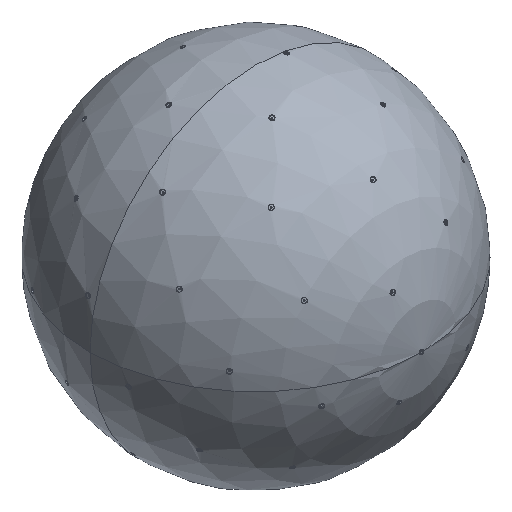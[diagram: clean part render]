
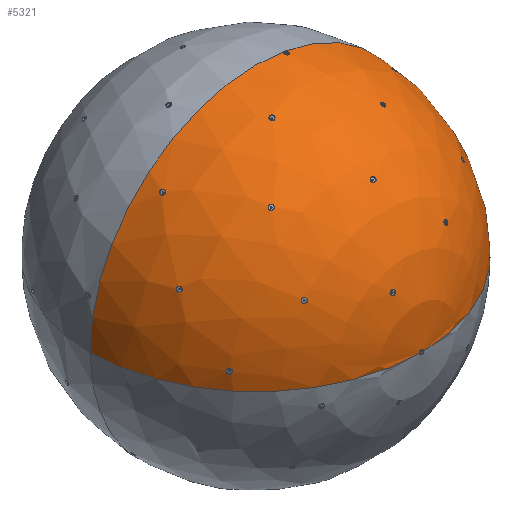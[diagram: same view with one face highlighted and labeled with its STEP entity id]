
A CAD part, isometric view. The second image highlights one B-rep face of the part: STEP entity #5321.
In plain terms, the highlighted spherical face has radius 165.1 mm.
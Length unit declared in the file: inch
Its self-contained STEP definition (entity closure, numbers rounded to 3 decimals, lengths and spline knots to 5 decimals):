
#93=SPHERICAL_SURFACE('',#5841,6.5);
#407=FACE_BOUND('',#1070,.T.);
#408=FACE_BOUND('',#1071,.T.);
#409=FACE_BOUND('',#1072,.T.);
#410=FACE_BOUND('',#1073,.T.);
#411=FACE_BOUND('',#1074,.T.);
#412=FACE_BOUND('',#1075,.T.);
#413=FACE_BOUND('',#1076,.T.);
#414=FACE_BOUND('',#1077,.T.);
#415=FACE_BOUND('',#1078,.T.);
#416=FACE_BOUND('',#1079,.T.);
#417=FACE_BOUND('',#1080,.T.);
#418=FACE_BOUND('',#1081,.T.);
#419=FACE_BOUND('',#1082,.T.);
#420=FACE_BOUND('',#1083,.T.);
#421=FACE_BOUND('',#1084,.T.);
#645=FACE_OUTER_BOUND('',#1069,.T.);
#1069=EDGE_LOOP('',(#3963,#3964,#3965,#3966));
#1070=EDGE_LOOP('',(#3967));
#1071=EDGE_LOOP('',(#3968));
#1072=EDGE_LOOP('',(#3969));
#1073=EDGE_LOOP('',(#3970));
#1074=EDGE_LOOP('',(#3971));
#1075=EDGE_LOOP('',(#3972));
#1076=EDGE_LOOP('',(#3973));
#1077=EDGE_LOOP('',(#3974));
#1078=EDGE_LOOP('',(#3975));
#1079=EDGE_LOOP('',(#3976));
#1080=EDGE_LOOP('',(#3977));
#1081=EDGE_LOOP('',(#3978));
#1082=EDGE_LOOP('',(#3979));
#1083=EDGE_LOOP('',(#3980));
#1084=EDGE_LOOP('',(#3981));
#1610=CIRCLE('',#5836,0.085);
#1614=CIRCLE('',#5842,6.5);
#1615=CIRCLE('',#5843,6.5);
#1616=CIRCLE('',#5844,0.085);
#1617=CIRCLE('',#5845,6.5);
#1618=CIRCLE('',#5846,0.085);
#1619=CIRCLE('',#5847,0.085);
#1620=CIRCLE('',#5848,0.085);
#1621=CIRCLE('',#5849,0.085);
#1622=CIRCLE('',#5850,0.085);
#1623=CIRCLE('',#5851,0.085);
#1624=CIRCLE('',#5852,0.085);
#1625=CIRCLE('',#5853,0.085);
#1626=CIRCLE('',#5854,0.085);
#1627=CIRCLE('',#5855,0.085);
#1628=CIRCLE('',#5856,0.085);
#1629=CIRCLE('',#5857,0.085);
#1630=CIRCLE('',#5858,0.085);
#1631=CIRCLE('',#5859,0.085);
#2477=VERTEX_POINT('',#8838);
#2481=VERTEX_POINT('',#8850);
#2482=VERTEX_POINT('',#8851);
#2483=VERTEX_POINT('',#8853);
#2484=VERTEX_POINT('',#8855);
#2485=VERTEX_POINT('',#8858);
#2486=VERTEX_POINT('',#8860);
#2487=VERTEX_POINT('',#8862);
#2488=VERTEX_POINT('',#8864);
#2489=VERTEX_POINT('',#8866);
#2490=VERTEX_POINT('',#8868);
#2491=VERTEX_POINT('',#8870);
#2492=VERTEX_POINT('',#8872);
#2493=VERTEX_POINT('',#8874);
#2494=VERTEX_POINT('',#8876);
#2495=VERTEX_POINT('',#8878);
#2496=VERTEX_POINT('',#8880);
#2497=VERTEX_POINT('',#8882);
#2498=VERTEX_POINT('',#8884);
#3031=EDGE_CURVE('',#2477,#2477,#1610,.T.);
#3037=EDGE_CURVE('',#2481,#2482,#1614,.T.);
#3038=EDGE_CURVE('',#2481,#2483,#1615,.T.);
#3039=EDGE_CURVE('',#2483,#2484,#1616,.T.);
#3040=EDGE_CURVE('',#2484,#2482,#1617,.T.);
#3041=EDGE_CURVE('',#2485,#2485,#1618,.T.);
#3042=EDGE_CURVE('',#2486,#2486,#1619,.T.);
#3043=EDGE_CURVE('',#2487,#2487,#1620,.T.);
#3044=EDGE_CURVE('',#2488,#2488,#1621,.T.);
#3045=EDGE_CURVE('',#2489,#2489,#1622,.T.);
#3046=EDGE_CURVE('',#2490,#2490,#1623,.T.);
#3047=EDGE_CURVE('',#2491,#2491,#1624,.T.);
#3048=EDGE_CURVE('',#2492,#2492,#1625,.T.);
#3049=EDGE_CURVE('',#2493,#2493,#1626,.T.);
#3050=EDGE_CURVE('',#2494,#2494,#1627,.T.);
#3051=EDGE_CURVE('',#2495,#2495,#1628,.T.);
#3052=EDGE_CURVE('',#2496,#2496,#1629,.T.);
#3053=EDGE_CURVE('',#2497,#2497,#1630,.T.);
#3054=EDGE_CURVE('',#2498,#2498,#1631,.T.);
#3963=ORIENTED_EDGE('',*,*,#3037,.F.);
#3964=ORIENTED_EDGE('',*,*,#3038,.T.);
#3965=ORIENTED_EDGE('',*,*,#3039,.T.);
#3966=ORIENTED_EDGE('',*,*,#3040,.T.);
#3967=ORIENTED_EDGE('',*,*,#3031,.T.);
#3968=ORIENTED_EDGE('',*,*,#3041,.T.);
#3969=ORIENTED_EDGE('',*,*,#3042,.T.);
#3970=ORIENTED_EDGE('',*,*,#3043,.T.);
#3971=ORIENTED_EDGE('',*,*,#3044,.T.);
#3972=ORIENTED_EDGE('',*,*,#3045,.T.);
#3973=ORIENTED_EDGE('',*,*,#3046,.T.);
#3974=ORIENTED_EDGE('',*,*,#3047,.T.);
#3975=ORIENTED_EDGE('',*,*,#3048,.T.);
#3976=ORIENTED_EDGE('',*,*,#3049,.T.);
#3977=ORIENTED_EDGE('',*,*,#3050,.T.);
#3978=ORIENTED_EDGE('',*,*,#3051,.T.);
#3979=ORIENTED_EDGE('',*,*,#3052,.T.);
#3980=ORIENTED_EDGE('',*,*,#3053,.T.);
#3981=ORIENTED_EDGE('',*,*,#3054,.T.);
#5321=ADVANCED_FACE('',(#645,#407,#408,#409,#410,#411,#412,#413,#414,#415,
#416,#417,#418,#419,#420,#421),#93,.T.);
#5836=AXIS2_PLACEMENT_3D('',#8839,#6963,#6964);
#5841=AXIS2_PLACEMENT_3D('',#8849,#6975,#6976);
#5842=AXIS2_PLACEMENT_3D('',#8852,#6977,#6978);
#5843=AXIS2_PLACEMENT_3D('',#8854,#6979,#6980);
#5844=AXIS2_PLACEMENT_3D('',#8856,#6981,#6982);
#5845=AXIS2_PLACEMENT_3D('',#8857,#6983,#6984);
#5846=AXIS2_PLACEMENT_3D('',#8859,#6985,#6986);
#5847=AXIS2_PLACEMENT_3D('',#8861,#6987,#6988);
#5848=AXIS2_PLACEMENT_3D('',#8863,#6989,#6990);
#5849=AXIS2_PLACEMENT_3D('',#8865,#6991,#6992);
#5850=AXIS2_PLACEMENT_3D('',#8867,#6993,#6994);
#5851=AXIS2_PLACEMENT_3D('',#8869,#6995,#6996);
#5852=AXIS2_PLACEMENT_3D('',#8871,#6997,#6998);
#5853=AXIS2_PLACEMENT_3D('',#8873,#6999,#7000);
#5854=AXIS2_PLACEMENT_3D('',#8875,#7001,#7002);
#5855=AXIS2_PLACEMENT_3D('',#8877,#7003,#7004);
#5856=AXIS2_PLACEMENT_3D('',#8879,#7005,#7006);
#5857=AXIS2_PLACEMENT_3D('',#8881,#7007,#7008);
#5858=AXIS2_PLACEMENT_3D('',#8883,#7009,#7010);
#5859=AXIS2_PLACEMENT_3D('',#8885,#7011,#7012);
#6963=DIRECTION('center_axis',(-0.169,0.016,-0.985));
#6964=DIRECTION('ref_axis',(0.986,0.,-0.169));
#6975=DIRECTION('center_axis',(0.,1.,0.));
#6976=DIRECTION('ref_axis',(0.,0.,1.));
#6977=DIRECTION('center_axis',(0.,1.,0.));
#6978=DIRECTION('ref_axis',(0.,0.,-1.));
#6979=DIRECTION('center_axis',(0.,0.,1.));
#6980=DIRECTION('ref_axis',(0.,1.,0.));
#6981=DIRECTION('center_axis',(0.,1.,0.));
#6982=DIRECTION('ref_axis',(0.,0.,-1.));
#6983=DIRECTION('center_axis',(0.,0.,1.));
#6984=DIRECTION('ref_axis',(0.,1.,0.));
#6985=DIRECTION('center_axis',(0.828,0.365,-0.425));
#6986=DIRECTION('ref_axis',(0.403,-0.915,0.));
#6987=DIRECTION('center_axis',(0.779,0.619,-0.097));
#6988=DIRECTION('ref_axis',(0.622,-0.783,0.));
#6989=DIRECTION('center_axis',(0.675,0.111,-0.73));
#6990=DIRECTION('ref_axis',(0.734,0.,0.679));
#6991=DIRECTION('center_axis',(0.172,0.27,-0.947));
#6992=DIRECTION('ref_axis',(0.984,0.,0.179));
#6993=DIRECTION('center_axis',(0.431,0.524,-0.735));
#6994=DIRECTION('ref_axis',(0.863,0.,0.506));
#6995=DIRECTION('center_axis',(0.108,0.937,-0.333));
#6996=DIRECTION('ref_axis',(0.,-0.335,-0.942));
#6997=DIRECTION('center_axis',(0.485,0.778,-0.4));
#6998=DIRECTION('ref_axis',(0.,-0.458,-0.889));
#6999=DIRECTION('center_axis',(-0.027,0.683,-0.73));
#7000=DIRECTION('ref_axis',(0.999,0.,-0.036));
#7001=DIRECTION('center_axis',(-0.341,0.428,-0.837));
#7002=DIRECTION('ref_axis',(0.926,0.,-0.377));
#7003=DIRECTION('center_axis',(-0.662,0.175,-0.729));
#7004=DIRECTION('ref_axis',(0.741,0.,-0.672));
#7005=DIRECTION('center_axis',(-0.66,0.587,-0.469));
#7006=DIRECTION('ref_axis',(0.665,0.747,0.));
#7007=DIRECTION('center_axis',(-0.306,0.841,-0.445));
#7008=DIRECTION('ref_axis',(0.,-0.468,-0.884));
#7009=DIRECTION('center_axis',(-0.909,0.333,-0.249));
#7010=DIRECTION('ref_axis',(0.344,0.939,0.));
#7011=DIRECTION('center_axis',(-0.665,0.746,-0.034));
#7012=DIRECTION('ref_axis',(0.,-0.046,-0.999));
#8838=CARTESIAN_POINT('',(1.01753,-0.10291,6.41904));
#8839=CARTESIAN_POINT('Origin',(1.1013,-0.10291,6.40463));
#8849=CARTESIAN_POINT('Origin',(0.,0.,0.));
#8850=CARTESIAN_POINT('',(-6.5,0.,0.));
#8851=CARTESIAN_POINT('',(6.5,0.,0.));
#8852=CARTESIAN_POINT('Origin',(0.,0.,0.));
#8853=CARTESIAN_POINT('',(-0.08519,-6.49944,0.));
#8854=CARTESIAN_POINT('Origin',(0.,0.,0.));
#8855=CARTESIAN_POINT('',(0.0848,-6.49945,0.));
#8856=CARTESIAN_POINT('Origin',(-0.0002,-6.49944,
0.00053));
#8857=CARTESIAN_POINT('Origin',(0.,0.,0.));
#8858=CARTESIAN_POINT('',(-5.41749,-2.29446,2.76337));
#8859=CARTESIAN_POINT('Origin',(-5.38322,-2.37224,2.76337));
#8860=CARTESIAN_POINT('',(-5.11825,-3.9567,0.63094));
#8861=CARTESIAN_POINT('Origin',(-5.06538,-4.02326,0.63094));
#8862=CARTESIAN_POINT('',(-4.44878,-0.72207,4.68369));
#8863=CARTESIAN_POINT('Origin',(-4.38639,-0.72207,4.74141));
#8864=CARTESIAN_POINT('',(-1.2038,-1.75387,6.14205));
#8865=CARTESIAN_POINT('Origin',(-1.12018,-1.75387,6.15727));
#8866=CARTESIAN_POINT('',(-2.87278,-3.40434,4.73367));
#8867=CARTESIAN_POINT('Origin',(-2.79944,-3.40434,4.77665));
#8868=CARTESIAN_POINT('',(-0.7035,-6.05842,2.24736));
#8869=CARTESIAN_POINT('Origin',(-0.7035,-6.08693,2.16728));
#8870=CARTESIAN_POINT('',(-3.14927,-5.01621,2.67763));
#8871=CARTESIAN_POINT('Origin',(-3.14927,-5.05511,2.60206));
#8872=CARTESIAN_POINT('',(0.08772,-4.43606,4.75012));
#8873=CARTESIAN_POINT('Origin',(0.17267,-4.43606,4.74703));
#8874=CARTESIAN_POINT('',(2.13717,-2.78383,5.47109));
#8875=CARTESIAN_POINT('Origin',(2.21589,-2.78383,5.43902));
#8876=CARTESIAN_POINT('',(4.23673,-1.13511,4.79705));
#8877=CARTESIAN_POINT('Origin',(4.29968,-1.13511,4.73994));
#8878=CARTESIAN_POINT('',(4.23183,-3.88071,3.04659));
#8879=CARTESIAN_POINT('Origin',(4.28835,-3.81722,3.04659));
#8880=CARTESIAN_POINT('',(1.99158,-5.42776,2.97036));
#8881=CARTESIAN_POINT('Origin',(1.99158,-5.46753,2.89525));
#8882=CARTESIAN_POINT('',(5.88052,-2.2463,1.61976));
#8883=CARTESIAN_POINT('Origin',(5.90978,-2.1665,1.61976));
#8884=CARTESIAN_POINT('',(4.32201,-4.84523,0.30653));
#8885=CARTESIAN_POINT('Origin',(4.32201,-4.84911,0.22161));
